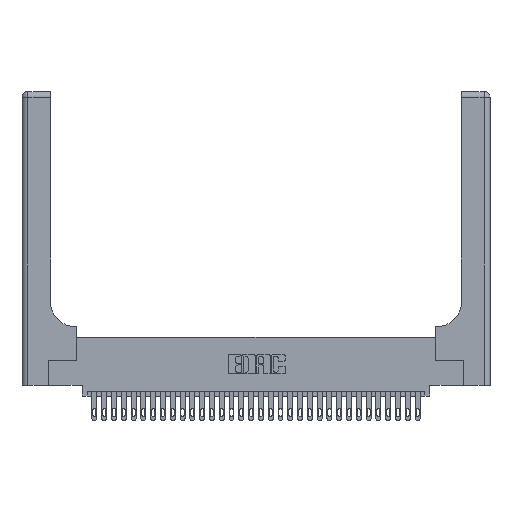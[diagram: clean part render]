
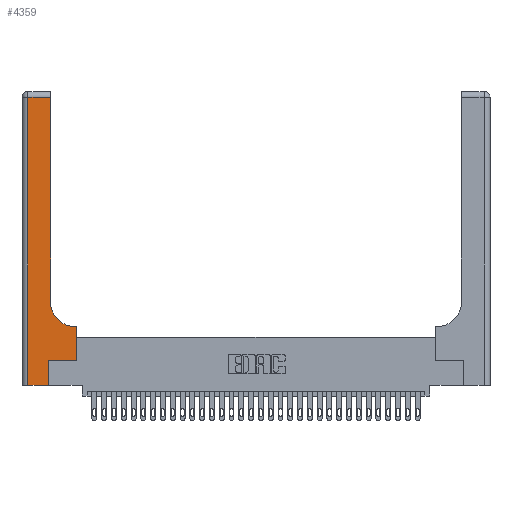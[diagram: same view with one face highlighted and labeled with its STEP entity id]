
A CAD part, top view. The second image highlights one B-rep face of the part: STEP entity #4359.
In plain terms, the highlighted planar face has unit normal (0, 0, 1).
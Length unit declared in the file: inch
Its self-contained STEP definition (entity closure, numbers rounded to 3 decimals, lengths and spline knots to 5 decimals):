
#9 = LINE ( 'NONE', #31520, #11549 ) ;
#207 = VERTEX_POINT ( 'NONE', #7576 ) ;
#550 = DIRECTION ( 'NONE',  ( 0., 1., 0. ) ) ;
#667 = ORIENTED_EDGE ( 'NONE', *, *, #27112, .T. ) ;
#819 = LINE ( 'NONE', #27351, #8362 ) ;
#1149 = EDGE_CURVE ( 'NONE', #19109, #8579, #9560, .T. ) ;
#1295 = EDGE_CURVE ( 'NONE', #8579, #11258, #819, .T. ) ;
#1427 = LINE ( 'NONE', #29021, #16946 ) ;
#1655 = CARTESIAN_POINT ( 'NONE',  ( 0.269, 0., 0.37 ) ) ;
#2646 = FACE_OUTER_BOUND ( 'NONE', #3915, .T. ) ;
#3210 = VERTEX_POINT ( 'NONE', #5515 ) ;
#3575 = CARTESIAN_POINT ( 'NONE',  ( 0.5415, 0.85, 0.37 ) ) ;
#3915 = EDGE_LOOP ( 'NONE', ( #31894, #20990, #27894, #8534, #8240, #667, #27803, #9008, #7771 ) ) ;
#4359 = ADVANCED_FACE ( 'NONE', ( #2646 ), #13977, .F. ) ;
#4802 = VECTOR ( 'NONE', #16447, 39.37008 ) ;
#5515 = CARTESIAN_POINT ( 'NONE',  ( 0.06, 0., 0.37 ) ) ;
#6504 = VECTOR ( 'NONE', #28449, 39.37008 ) ;
#7357 = CARTESIAN_POINT ( 'NONE',  ( 0.5585, 0.25, 0.37 ) ) ;
#7517 = AXIS2_PLACEMENT_3D ( 'NONE', #11766, #16549, #11532 ) ;
#7576 = CARTESIAN_POINT ( 'NONE',  ( 0.2915, 0.85, 0.37 ) ) ;
#7771 = ORIENTED_EDGE ( 'NONE', *, *, #15599, .T. ) ;
#7963 = VECTOR ( 'NONE', #21788, 39.37008 ) ;
#8240 = ORIENTED_EDGE ( 'NONE', *, *, #23471, .T. ) ;
#8362 = VECTOR ( 'NONE', #31852, 39.37008 ) ;
#8534 = ORIENTED_EDGE ( 'NONE', *, *, #10115, .T. ) ;
#8579 = VERTEX_POINT ( 'NONE', #14588 ) ;
#9008 = ORIENTED_EDGE ( 'NONE', *, *, #1295, .T. ) ;
#9553 = CIRCLE ( 'NONE', #17653, 0.25 ) ;
#9560 = LINE ( 'NONE', #11439, #4802 ) ;
#10115 = EDGE_CURVE ( 'NONE', #3210, #30401, #30818, .T. ) ;
#11258 = VERTEX_POINT ( 'NONE', #16466 ) ;
#11439 = CARTESIAN_POINT ( 'NONE',  ( 0.5585, 0.25, 0.37 ) ) ;
#11532 = DIRECTION ( 'NONE',  ( -1., 0., 0. ) ) ;
#11549 = VECTOR ( 'NONE', #26397, 39.37008 ) ;
#11766 = CARTESIAN_POINT ( 'NONE',  ( 0., 3., 0.37 ) ) ;
#12368 = LINE ( 'NONE', #1655, #7963 ) ;
#13031 = CARTESIAN_POINT ( 'NONE',  ( 0., 2.94, 0.37 ) ) ;
#13959 = CARTESIAN_POINT ( 'NONE',  ( 0.269, 0., 0.37 ) ) ;
#13977 = PLANE ( 'NONE',  #7517 ) ;
#14588 = CARTESIAN_POINT ( 'NONE',  ( 0.5585, 0.6, 0.37 ) ) ;
#14960 = LINE ( 'NONE', #25895, #16109 ) ;
#15599 = EDGE_CURVE ( 'NONE', #11258, #207, #9553, .T. ) ;
#16109 = VECTOR ( 'NONE', #550, 39.37008 ) ;
#16447 = DIRECTION ( 'NONE',  ( 0., 1., 0. ) ) ;
#16466 = CARTESIAN_POINT ( 'NONE',  ( 0.5415, 0.6, 0.37 ) ) ;
#16549 = DIRECTION ( 'NONE',  ( 0., 0., -1. ) ) ;
#16946 = VECTOR ( 'NONE', #20928, 39.37008 ) ;
#17219 = VECTOR ( 'NONE', #20983, 39.37008 ) ;
#17272 = CARTESIAN_POINT ( 'NONE',  ( 0.269, 0.25, 0.37 ) ) ;
#17653 = AXIS2_PLACEMENT_3D ( 'NONE', #3575, #21512, #18826 ) ;
#17882 = CARTESIAN_POINT ( 'NONE',  ( 0.06, 2.94, 0.37 ) ) ;
#18138 = CARTESIAN_POINT ( 'NONE',  ( 0.2915, 2.94, 0.37 ) ) ;
#18826 = DIRECTION ( 'NONE',  ( 1., 0., 0. ) ) ;
#19109 = VERTEX_POINT ( 'NONE', #7357 ) ;
#20304 = EDGE_CURVE ( 'NONE', #22216, #22915, #21222, .T. ) ;
#20928 = DIRECTION ( 'NONE',  ( 1., 0., 0. ) ) ;
#20983 = DIRECTION ( 'NONE',  ( 1., 0., 0. ) ) ;
#20990 = ORIENTED_EDGE ( 'NONE', *, *, #20304, .T. ) ;
#21222 = LINE ( 'NONE', #13031, #6504 ) ;
#21512 = DIRECTION ( 'NONE',  ( 0., 0., -1. ) ) ;
#21788 = DIRECTION ( 'NONE',  ( 0., 1., 0. ) ) ;
#22216 = VERTEX_POINT ( 'NONE', #18138 ) ;
#22915 = VERTEX_POINT ( 'NONE', #17882 ) ;
#23287 = EDGE_CURVE ( 'NONE', #22915, #3210, #9, .T. ) ;
#23471 = EDGE_CURVE ( 'NONE', #30401, #29409, #12368, .T. ) ;
#23784 = CARTESIAN_POINT ( 'NONE',  ( 0., 0., 0.37 ) ) ;
#25895 = CARTESIAN_POINT ( 'NONE',  ( 0.2915, 3., 0.37 ) ) ;
#26397 = DIRECTION ( 'NONE',  ( 0., -1., 0. ) ) ;
#26908 = EDGE_CURVE ( 'NONE', #207, #22216, #14960, .T. ) ;
#27112 = EDGE_CURVE ( 'NONE', #29409, #19109, #1427, .T. ) ;
#27351 = CARTESIAN_POINT ( 'NONE',  ( 0.2915, 0.6, 0.37 ) ) ;
#27803 = ORIENTED_EDGE ( 'NONE', *, *, #1149, .T. ) ;
#27894 = ORIENTED_EDGE ( 'NONE', *, *, #23287, .T. ) ;
#28449 = DIRECTION ( 'NONE',  ( -1., 0., 0. ) ) ;
#29021 = CARTESIAN_POINT ( 'NONE',  ( 0.269, 0.25, 0.37 ) ) ;
#29409 = VERTEX_POINT ( 'NONE', #17272 ) ;
#30401 = VERTEX_POINT ( 'NONE', #13959 ) ;
#30818 = LINE ( 'NONE', #23784, #17219 ) ;
#31520 = CARTESIAN_POINT ( 'NONE',  ( 0.06, 3., 0.37 ) ) ;
#31852 = DIRECTION ( 'NONE',  ( -1., 0., 0. ) ) ;
#31894 = ORIENTED_EDGE ( 'NONE', *, *, #26908, .T. ) ;
